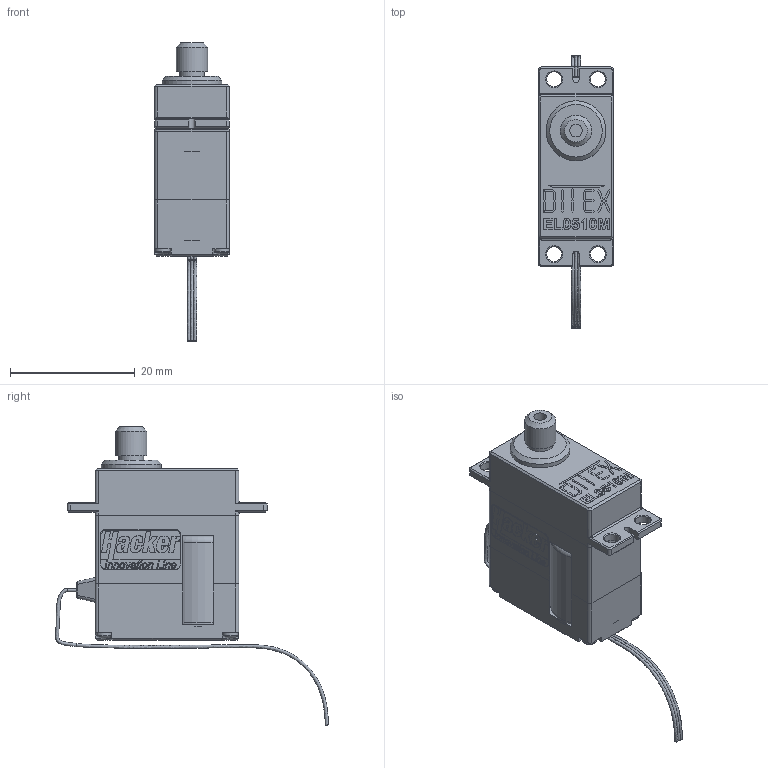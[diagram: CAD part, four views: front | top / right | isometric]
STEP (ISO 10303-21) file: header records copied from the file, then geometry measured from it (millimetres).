
FILE_DESCRIPTION(/* description */ (''),/* implementation_level */ '2;1');
FILE_NAME(/* name */ 'DITEX EL0510M.stp',/* time_stamp */ '2021-12-07T17:07:13+01:00',/* author */ (''),/* organization */ (''),/* preprocessor_version */ 'ST-DEVELOPER v15.2',/* originating_system */ 'Autodesk Translator Framework v2.0.0.5431',/* authorisation */ '');
FILE_SCHEMA (('AUTOMOTIVE_DESIGN { 1 0 10303 214 3 1 1 }'));
Products named in the file (1): Hacker EL0510M
Bounding box: 12.11 x 43.69 x 47.76 mm (x, y, z)
Volume: 7808.7 mm3; surface area: 6160.8 mm2
Topology: 59 solids, 59 shells, 1522 faces, 4109 edges, 2710 vertices
Faces by surface type: plane 756, bspline 551, cone 91, cylinder 87, torus 33, sphere 4
Full cylindrical faces by diameter (mm): 0.978 x24, 1.5 x1, 1.7 x1, 2 x1, 2.4 x8, 4 x1, 4.3 x1, 5 x1, 9.6 x1, 12 x2
Entity records: 51502 total; most frequent: CARTESIAN_POINT 19330, ORIENTED_EDGE 7878, DIRECTION 4954, EDGE_CURVE 3939, VERTEX_POINT 2649, LINE 2246, VECTOR 2246, EDGE_LOOP 1726
